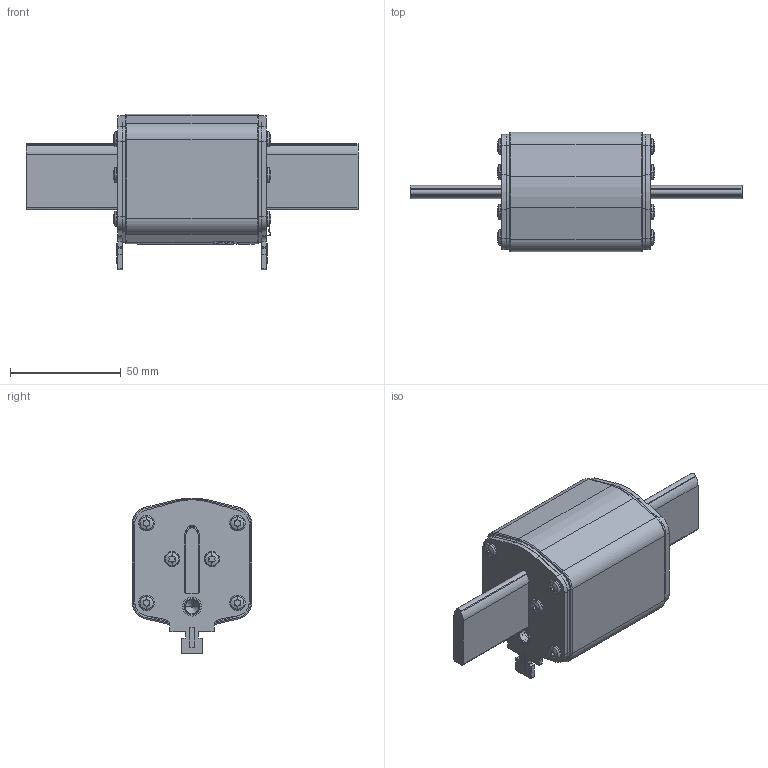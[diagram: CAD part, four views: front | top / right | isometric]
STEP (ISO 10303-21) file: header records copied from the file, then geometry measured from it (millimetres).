
FILE_DESCRIPTION((''),'2;1');
FILE_NAME('004724325_NH2_BAT_315A_800V_DC_ASM','2023-10-17T08:22:27',('klemen.sitar'),('Audax d.o.o.'),'CREO PARAMETRIC BY PTC INC, 2021304','CREO PARAMETRIC BY PTC INC, 2021304','');
FILE_SCHEMA(('AP242_MANAGED_MODEL_BASED_3D_ENGINEERING_MIM_LF { 1 0 10303 442 1 1 4 }'));
Length unit declared in the file: millimetre
Products named in the file (10): 0000016201_1_1; 0000018281_2-11374_1; 0000017639_AF0_1_1; 0000017520_AF0_2_1; 0000018143_ASM_1_ASM_1_ASM; 0000018200_1_1; 0000031301_1_1; 0000017080_1_1; 0000043664_2_1; 004724325_NH2_BAT_315A_800V_DC_ASM
Assembly tree (24 placements, depth 3):
  004724325_NH2_BAT_315A_800V_DC_ASM
    0000016201_1_1
    0000018281_2-11374_1  x2
    0000018143_ASM_1_ASM_1_ASM  x2
      0000017639_AF0_1_1
      0000017520_AF0_2_1
    0000018200_1_1  x2
    0000031301_1_1  x12
    0000017080_1_1  x2
    0000043664_2_1
Bounding box: 150 x 54 x 70.46 mm (x, y, z)
Volume: 213424 mm3; surface area: 59317.6 mm2
Topology: 24 solids, 48 shells, 864 faces, 2476 edges, 1645 vertices
Faces by surface type: cylinder 454, plane 235, torus 76, bspline 28, cone 24, sphere 24, extrusion 23
Entity records: 21764 total; most frequent: CARTESIAN_POINT 4444, DIRECTION 2374, ORIENTED_EDGE 1966, EDGE_CURVE 1006, AXIS2_PLACEMENT_3D 933, PRESENTATION_STYLE_ASSIGNMENT 849, STYLED_ITEM 793, VERTEX_POINT 668
